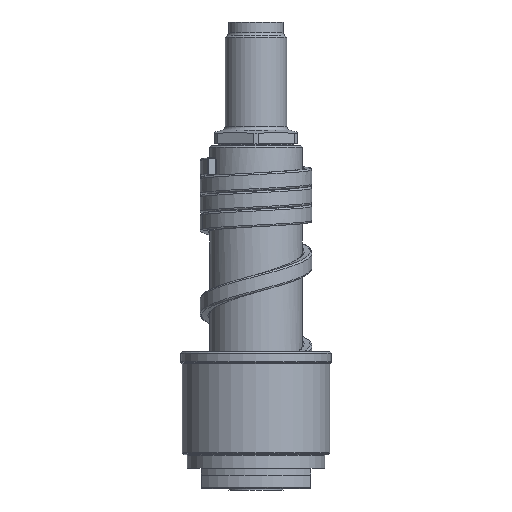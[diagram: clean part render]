
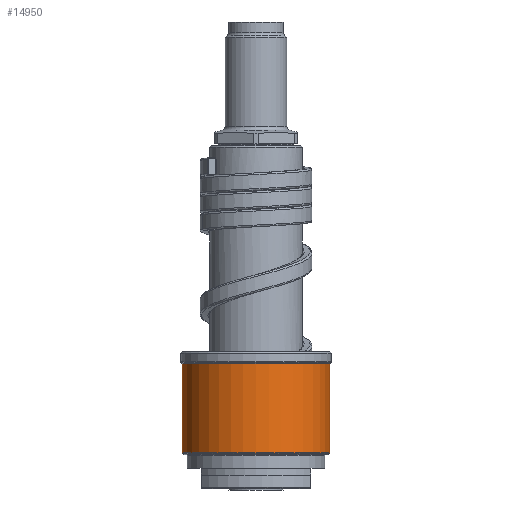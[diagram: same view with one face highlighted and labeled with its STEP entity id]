
A CAD part, front view. The second image highlights one B-rep face of the part: STEP entity #14950.
In plain terms, the highlighted cylindrical face has radius 21.5 mm (diameter 43 mm), a partial arc.
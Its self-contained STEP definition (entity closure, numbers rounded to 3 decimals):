
#5761=CARTESIAN_POINT('',(0.,0.,10.583));
#5762=DIRECTION('',(0.,0.,1.));
#5763=DIRECTION('',(-1.,0.,0.));
#5764=AXIS2_PLACEMENT_3D('',#5761,#5762,#5763);
#5766=DIRECTION('',(0.,0.,-1.));
#5767=VECTOR('',#5766,25.834);
#5768=CARTESIAN_POINT('',(-21.5,0.,36.417));
#5769=LINE('',#5768,#5767);
#5770=CARTESIAN_POINT('',(0.,0.,36.417));
#5771=DIRECTION('',(0.,0.,1.));
#5772=DIRECTION('',(-1.,0.,0.));
#5773=AXIS2_PLACEMENT_3D('',#5770,#5771,#5772);
#5775=DIRECTION('',(0.,0.,-1.));
#5776=VECTOR('',#5775,25.834);
#5777=CARTESIAN_POINT('',(21.5,0.,36.417));
#5778=LINE('',#5777,#5776);
#6119=CARTESIAN_POINT('',(21.5,0.,36.417));
#6120=CARTESIAN_POINT('',(-21.5,0.,36.417));
#6121=VERTEX_POINT('',#6119);
#6122=VERTEX_POINT('',#6120);
#6145=CARTESIAN_POINT('',(21.5,0.,10.583));
#6146=VERTEX_POINT('',#6145);
#6147=CARTESIAN_POINT('',(-21.5,0.,10.583));
#6148=VERTEX_POINT('',#6147);
#14938=CARTESIAN_POINT('',(0.,0.,8.5));
#14939=DIRECTION('',(0.,0.,1.));
#14940=DIRECTION('',(-1.,0.,0.));
#14941=AXIS2_PLACEMENT_3D('',#14938,#14939,#14940);
#14942=CYLINDRICAL_SURFACE('',#14941,21.5);
#14943=ORIENTED_EDGE('',*,*,#12909,.F.);
#14944=ORIENTED_EDGE('',*,*,#12890,.F.);
#14946=ORIENTED_EDGE('',*,*,#14945,.T.);
#14947=ORIENTED_EDGE('',*,*,#12886,.T.);
#14948=EDGE_LOOP('',(#14943,#14944,#14946,#14947));
#14949=FACE_OUTER_BOUND('',#14948,.F.);
#5765=CIRCLE('',#5764,21.5);
#5774=CIRCLE('',#5773,21.5);
#12886=EDGE_CURVE('',#6121,#6146,#5778,.T.);
#12890=EDGE_CURVE('',#6122,#6148,#5769,.T.);
#12909=EDGE_CURVE('',#6148,#6146,#5765,.T.);
#14945=EDGE_CURVE('',#6122,#6121,#5774,.T.);
#14950=ADVANCED_FACE('',(#14949),#14942,.T.);
